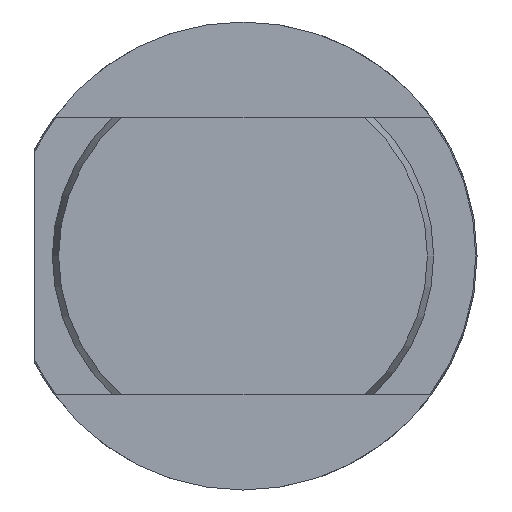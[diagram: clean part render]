
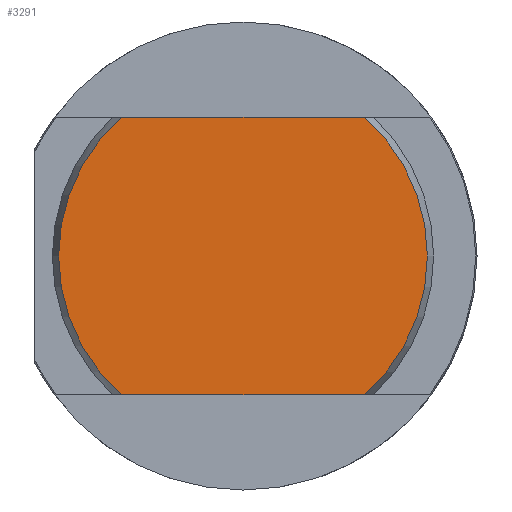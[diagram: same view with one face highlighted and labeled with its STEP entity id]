
A CAD part, left-side view. The second image highlights one B-rep face of the part: STEP entity #3291.
In plain terms, the highlighted planar face has unit normal (-1, 0, 0).
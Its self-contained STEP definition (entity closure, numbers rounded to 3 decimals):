
#825 = CARTESIAN_POINT ( 'NONE',  ( 0., 0., 0. ) ) ;
#826 = DIRECTION ( 'NONE',  ( -1., 0., 0. ) ) ;
#827 = DIRECTION ( 'NONE',  ( 0., 0., -1. ) ) ;
#860 = CARTESIAN_POINT ( 'NONE',  ( 0., 0., 0. ) ) ;
#867 = CARTESIAN_POINT ( 'NONE',  ( 0., 12.75, -8. ) ) ;
#868 = DIRECTION ( 'NONE',  ( 0., 1., 0. ) ) ;
#870 = DIRECTION ( 'NONE',  ( -1., 0., 0. ) ) ;
#871 = DIRECTION ( 'NONE',  ( 0., 0., -1. ) ) ;
#872 = CARTESIAN_POINT ( 'NONE',  ( 0., 12.75, 8. ) ) ;
#873 = DIRECTION ( 'NONE',  ( 0., -1., 0. ) ) ;
#1460 = FACE_OUTER_BOUND ( 'NONE', #2998, .T. ) ;
#1912 = CIRCLE ( 'NONE', #2185, 10.636 ) ;
#1914 = VECTOR ( 'NONE', #868, 1000. ) ;
#1919 = LINE ( 'NONE', #872, #1921 ) ;
#1920 = LINE ( 'NONE', #867, #1914 ) ;
#1921 = VECTOR ( 'NONE', #873, 1000. ) ;
#1925 = CIRCLE ( 'NONE', #2191, 10.636 ) ;
#2185 = AXIS2_PLACEMENT_3D ( 'NONE', #825, #826, #827 ) ;
#2191 = AXIS2_PLACEMENT_3D ( 'NONE', #860, #870, #871 ) ;
#2478 = ORIENTED_EDGE ( 'NONE', *, *, #3795, .F. ) ;
#2520 = ORIENTED_EDGE ( 'NONE', *, *, #3783, .T. ) ;
#2522 = ORIENTED_EDGE ( 'NONE', *, *, #3796, .T. ) ;
#2604 = VERTEX_POINT ( 'NONE', #3479 ) ;
#2756 = VERTEX_POINT ( 'NONE', #3575 ) ;
#2781 = VERTEX_POINT ( 'NONE', #3442 ) ;
#2826 = VERTEX_POINT ( 'NONE', #3461 ) ;
#2831 = ORIENTED_EDGE ( 'NONE', *, *, #3797, .F. ) ;
#2998 = EDGE_LOOP ( 'NONE', ( #2522, #2478, #2520, #2831 ) ) ;
#3291 = ADVANCED_FACE ( 'NONE', ( #1460 ), #3536, .F. ) ;
#3442 = CARTESIAN_POINT ( 'NONE',  ( 0., 7.009, 8. ) ) ;
#3457 = DIRECTION ( 'NONE',  ( 1., 0., 0. ) ) ;
#3461 = CARTESIAN_POINT ( 'NONE',  ( 0., -7.009, -8. ) ) ;
#3462 = CARTESIAN_POINT ( 'NONE',  ( 0., 0., 0. ) ) ;
#3479 = CARTESIAN_POINT ( 'NONE',  ( 0., 7.009, -8. ) ) ;
#3536 = PLANE ( 'NONE',  #3923 ) ;
#3575 = CARTESIAN_POINT ( 'NONE',  ( 0., -7.009, 8. ) ) ;
#3614 = DIRECTION ( 'NONE',  ( 0., 0., -1. ) ) ;
#3783 = EDGE_CURVE ( 'NONE', #2826, #2756, #1912, .T. ) ;
#3795 = EDGE_CURVE ( 'NONE', #2826, #2604, #1920, .T. ) ;
#3796 = EDGE_CURVE ( 'NONE', #2781, #2604, #1925, .T. ) ;
#3797 = EDGE_CURVE ( 'NONE', #2781, #2756, #1919, .T. ) ;
#3923 = AXIS2_PLACEMENT_3D ( 'NONE', #3462, #3457, #3614 ) ;
